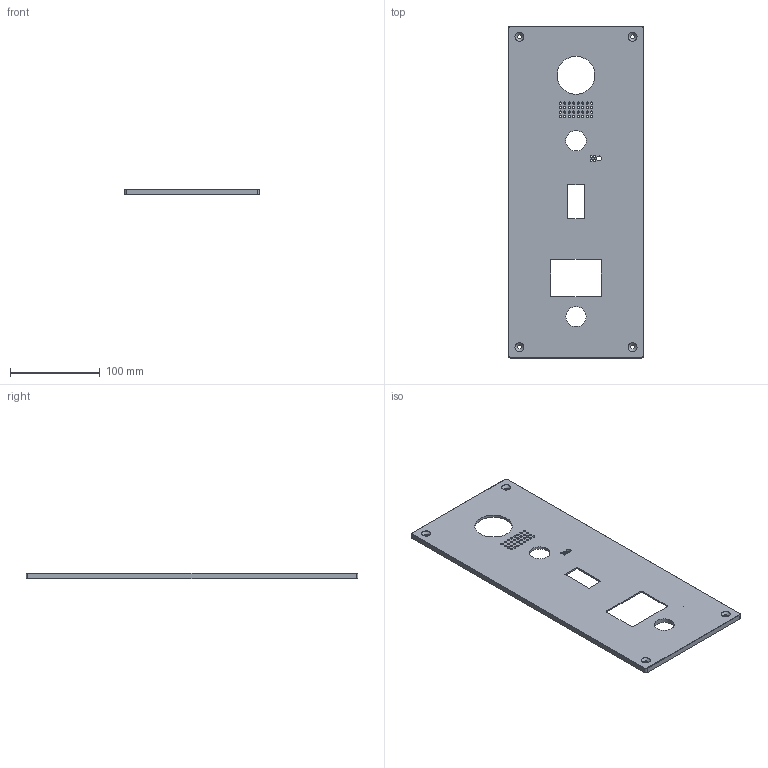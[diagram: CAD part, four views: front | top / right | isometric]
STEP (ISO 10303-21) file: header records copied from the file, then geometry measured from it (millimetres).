
FILE_DESCRIPTION((''),'2;1');
FILE_NAME('Doorbird_FrontplatteTop3.stp','2018-01-30T15:43:52',('Kellerkinder'),(''),'Autodesk Inventor 2012','Autodesk Inventor 2012','');
FILE_SCHEMA(('AUTOMOTIVE_DESIGN { 1 0 10303 214 1 1 1 1 }'));
Length unit declared in the file: millimetre
Products named in the file (1): Doorbird_FrontplatteTop2
Bounding box: 150 x 370 x 6 mm (x, y, z)
Volume: 215024.5 mm3; surface area: 116057.8 mm2
Topology: 1 solids, 1 shells, 191 faces, 491 edges, 319 vertices
Faces by surface type: cylinder 110, plane 63, cone 18
Full cylindrical faces by diameter (mm): 2.459 x8, 2.5 x36, 3.242 x2, 5 x8, 5.55 x1, 8 x4, 10 x6, 10.1 x4, 22.5 x1, 22.9 x1, 42.2 x1
Entity records: 5516 total; most frequent: DIRECTION 1000, CARTESIAN_POINT 886, ORIENTED_EDGE 780, AXIS2_PLACEMENT_3D 418, EDGE_CURVE 390, EDGE_LOOP 386, VERTEX_POINT 304, CIRCLE 226
